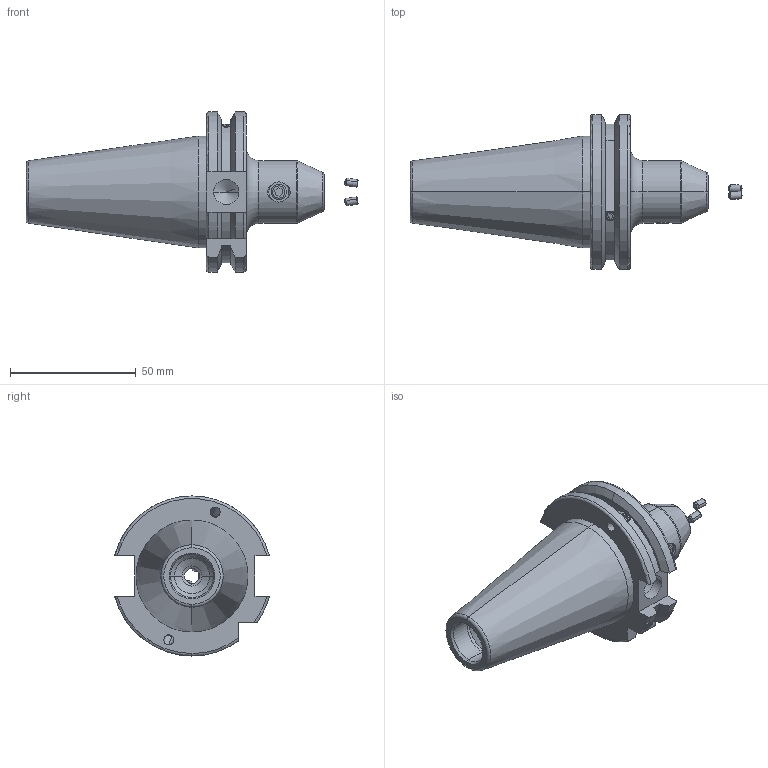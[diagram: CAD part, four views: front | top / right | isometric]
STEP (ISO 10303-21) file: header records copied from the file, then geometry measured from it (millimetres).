
FILE_DESCRIPTION (( 'STEP AP203' ), '1' );
FILE_NAME ('SK40 EK 06 050 FTC WW..STEP', '2014-09-03T13:29:43', ( 'SYS5' ), ( '' ), 'SwSTEP 2.0', 'SolidWorks 2009', '' );
FILE_SCHEMA (( 'CONFIG_CONTROL_DESIGN' ));
Length unit declared in the file: millimetre
Products named in the file (5): M6X10_DIN 913 - M6 x 10-N; M3X5_DIN 913 - M3 x 5-N; SK40 EK 06 050 FTC WW.; Copy of M4X4_DIN 913 - M4 x 4-N
Assembly tree (6 placements, depth 2):
  SK40 EK 06 050 FTC WW.
    Copy of M4X4_DIN 913 - M4 x 4-N  x2
    SK40 EK 06 050 FTC WW.
    M3X5_DIN 913 - M3 x 5-N  x2
    M6X10_DIN 913 - M6 x 10-N
Bounding box: 131.83 x 61.48 x 63.55 mm (x, y, z)
Volume: 115475.5 mm3; surface area: 24261.8 mm2
Topology: 6 solids, 6 shells, 190 faces, 465 edges, 292 vertices
Faces by surface type: plane 72, cylinder 50, cone 46, torus 18, bspline 4
Entity records: 5903 total; most frequent: CARTESIAN_POINT 1496, DIRECTION 814, ORIENTED_EDGE 798, EDGE_CURVE 399, AXIS2_PLACEMENT_3D 314, VERTEX_POINT 252, VECTOR 186, LINE 186
